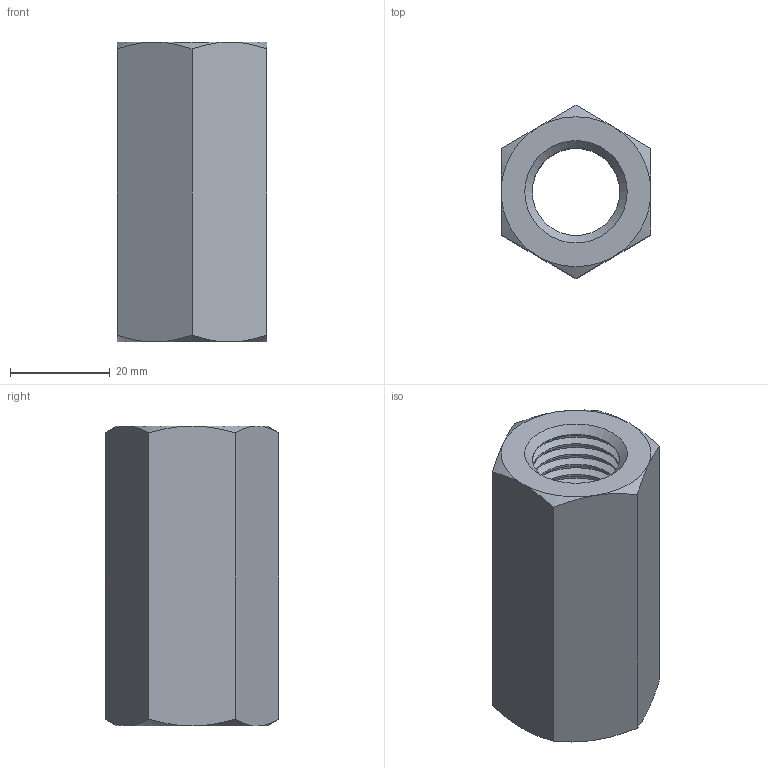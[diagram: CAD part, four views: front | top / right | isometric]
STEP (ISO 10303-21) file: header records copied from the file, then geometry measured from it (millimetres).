
FILE_DESCRIPTION( ( 'Unknown' ), '1' );
FILE_NAME( 'PT05-2030.stp', 'Unknown', ( 'Unknown' ), ( 'Unknown' ), 'XStep 1.0', 'Unknown', ' ' );
FILE_SCHEMA( ( 'CONFIG_CONTROL_DESIGN' ) );
Length unit declared in the file: millimetre
Products named in the file (1): 1
Bounding box: 30 x 34.64 x 60 mm (x, y, z)
Volume: 29892.2 mm3; surface area: 12636.7 mm2
Topology: 1 solids, 1 shells, 114 faces, 233 edges, 121 vertices
Faces by surface type: cone 60, cylinder 46, plane 8
Full cylindrical faces by diameter (mm): 17.5 x23, 20 x23
Entity records: 2564 total; most frequent: CARTESIAN_POINT 523, DIRECTION 450, ORIENTED_EDGE 274, AXIS2_PLACEMENT_3D 222, EDGE_LOOP 210, FACE_OUTER_BOUND 160, EDGE_CURVE 137, VERTEX_POINT 119
